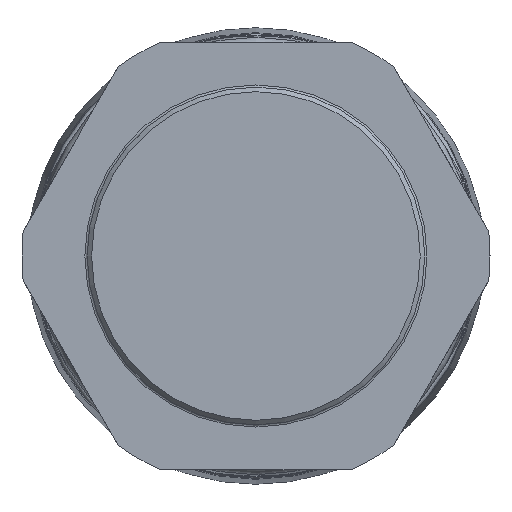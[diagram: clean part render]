
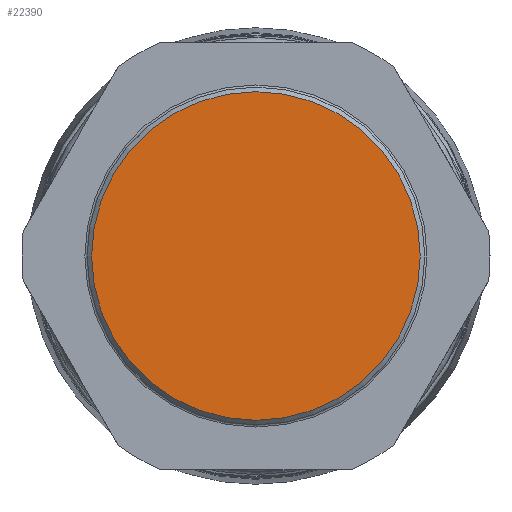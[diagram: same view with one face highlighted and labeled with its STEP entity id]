
A CAD part, left-side view. The second image highlights one B-rep face of the part: STEP entity #22390.
In plain terms, the highlighted planar face has unit normal (-1, 0, 0).
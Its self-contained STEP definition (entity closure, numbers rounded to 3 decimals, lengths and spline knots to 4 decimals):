
#2166=CIRCLE('',#24272,1.437);
#2167=CIRCLE('',#24273,1.437);
#3405=FACE_OUTER_BOUND('',#4649,.T.);
#4649=EDGE_LOOP('',(#17543,#17544));
#9756=VERTEX_POINT('',#37281);
#9757=VERTEX_POINT('',#37282);
#12561=EDGE_CURVE('',#9756,#9757,#2166,.T.);
#12562=EDGE_CURVE('',#9757,#9756,#2167,.T.);
#17543=ORIENTED_EDGE('',*,*,#12561,.F.);
#17544=ORIENTED_EDGE('',*,*,#12562,.F.);
#21487=PLANE('',#24271);
#22390=ADVANCED_FACE('',(#3405),#21487,.T.);
#24271=AXIS2_PLACEMENT_3D('',#37280,#27980,#27981);
#24272=AXIS2_PLACEMENT_3D('',#37283,#27982,#27983);
#24273=AXIS2_PLACEMENT_3D('',#37284,#27984,#27985);
#27980=DIRECTION('center_axis',(-1.,0.,0.));
#27981=DIRECTION('ref_axis',(0.,1.,0.));
#27982=DIRECTION('center_axis',(1.,0.,0.));
#27983=DIRECTION('ref_axis',(0.,-1.,0.));
#27984=DIRECTION('center_axis',(1.,0.,0.));
#27985=DIRECTION('ref_axis',(0.,-1.,0.));
#37280=CARTESIAN_POINT('Origin',(-2.2323,0.,
-1.437));
#37281=CARTESIAN_POINT('',(-2.2323,0.,-1.437));
#37282=CARTESIAN_POINT('',(-2.2323,0.,1.437));
#37283=CARTESIAN_POINT('Origin',(-2.2323,0.,
0.));
#37284=CARTESIAN_POINT('Origin',(-2.2323,0.,
0.));
